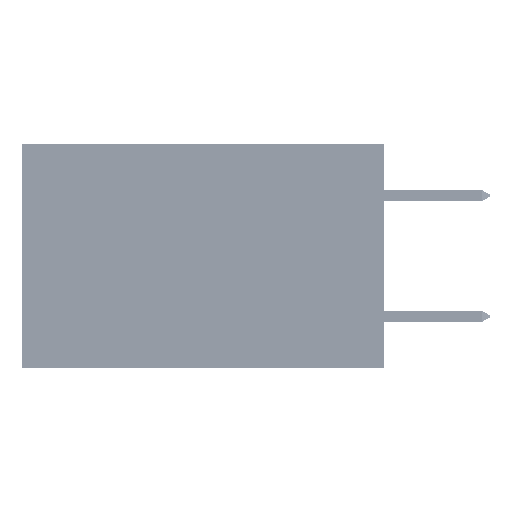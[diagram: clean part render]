
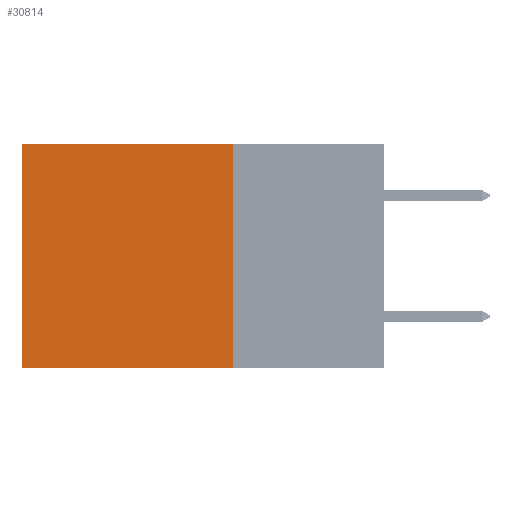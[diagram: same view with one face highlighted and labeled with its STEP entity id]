
A CAD part, left-side view. The second image highlights one B-rep face of the part: STEP entity #30814.
In plain terms, the highlighted planar face has unit normal (-1, 0, 0).
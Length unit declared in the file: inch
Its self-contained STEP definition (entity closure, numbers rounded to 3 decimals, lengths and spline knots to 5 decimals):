
#51 = ORIENTED_EDGE ( 'NONE', *, *, #53117, .F. ) ;
#1538 = LINE ( 'NONE', #36815, #27166 ) ;
#1776 = EDGE_LOOP ( 'NONE', ( #6201, #51, #5695, #39401 ) ) ;
#2082 = VERTEX_POINT ( 'NONE', #47190 ) ;
#2544 = EDGE_CURVE ( 'NONE', #18358, #2082, #18212, .T. ) ;
#3023 = EDGE_CURVE ( 'NONE', #17952, #18358, #3372, .T. ) ;
#3372 = LINE ( 'NONE', #38221, #36035 ) ;
#5256 = CARTESIAN_POINT ( 'NONE',  ( 0.2875, 0.6, 0. ) ) ;
#5695 = ORIENTED_EDGE ( 'NONE', *, *, #42344, .F. ) ;
#6201 = ORIENTED_EDGE ( 'NONE', *, *, #2544, .T. ) ;
#11789 = CARTESIAN_POINT ( 'NONE',  ( 0.2875, 0.25, -0.37 ) ) ;
#14159 = PLANE ( 'NONE',  #41992 ) ;
#17952 = VERTEX_POINT ( 'NONE', #37578 ) ;
#18212 = LINE ( 'NONE', #5256, #18889 ) ;
#18358 = VERTEX_POINT ( 'NONE', #51752 ) ;
#18889 = VECTOR ( 'NONE', #37456, 39.37008 ) ;
#24325 = VECTOR ( 'NONE', #30163, 39.37008 ) ;
#25384 = DIRECTION ( 'NONE',  ( 0., 1., 0. ) ) ;
#26683 = DIRECTION ( 'NONE',  ( 1., 0., 0. ) ) ;
#27166 = VECTOR ( 'NONE', #37519, 39.37008 ) ;
#27262 = FACE_OUTER_BOUND ( 'NONE', #1776, .T. ) ;
#30163 = DIRECTION ( 'NONE',  ( 0., 1., 0. ) ) ;
#30814 = ADVANCED_FACE ( 'NONE', ( #27262 ), #14159, .F. ) ;
#36035 = VECTOR ( 'NONE', #25384, 39.37008 ) ;
#36815 = CARTESIAN_POINT ( 'NONE',  ( 0.2875, 0.25, 0. ) ) ;
#37456 = DIRECTION ( 'NONE',  ( 0., 0., -1. ) ) ;
#37519 = DIRECTION ( 'NONE',  ( 0., 0., -1. ) ) ;
#37578 = CARTESIAN_POINT ( 'NONE',  ( 0.2875, 0.25, 0. ) ) ;
#38221 = CARTESIAN_POINT ( 'NONE',  ( 0.2875, 0.25, 0. ) ) ;
#39401 = ORIENTED_EDGE ( 'NONE', *, *, #3023, .T. ) ;
#39631 = LINE ( 'NONE', #49901, #24325 ) ;
#41992 = AXIS2_PLACEMENT_3D ( 'NONE', #42791, #26683, #43326 ) ;
#42344 = EDGE_CURVE ( 'NONE', #17952, #42962, #1538, .T. ) ;
#42791 = CARTESIAN_POINT ( 'NONE',  ( 0.2875, 0.25, 0. ) ) ;
#42962 = VERTEX_POINT ( 'NONE', #11789 ) ;
#43326 = DIRECTION ( 'NONE',  ( 0., 0., -1. ) ) ;
#47190 = CARTESIAN_POINT ( 'NONE',  ( 0.2875, 0.6, -0.37 ) ) ;
#49901 = CARTESIAN_POINT ( 'NONE',  ( 0.2875, 0.25, -0.37 ) ) ;
#51752 = CARTESIAN_POINT ( 'NONE',  ( 0.2875, 0.6, 0. ) ) ;
#53117 = EDGE_CURVE ( 'NONE', #42962, #2082, #39631, .T. ) ;
